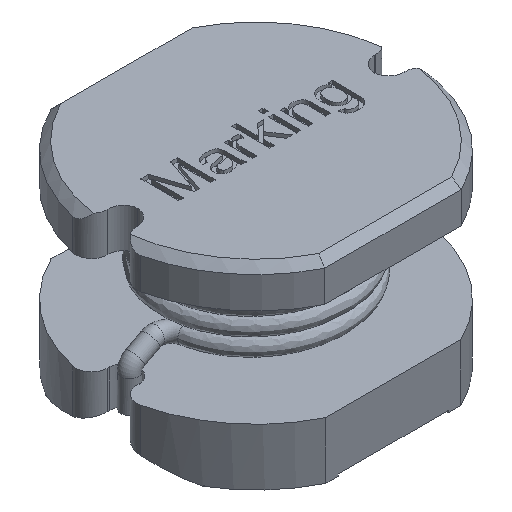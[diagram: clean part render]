
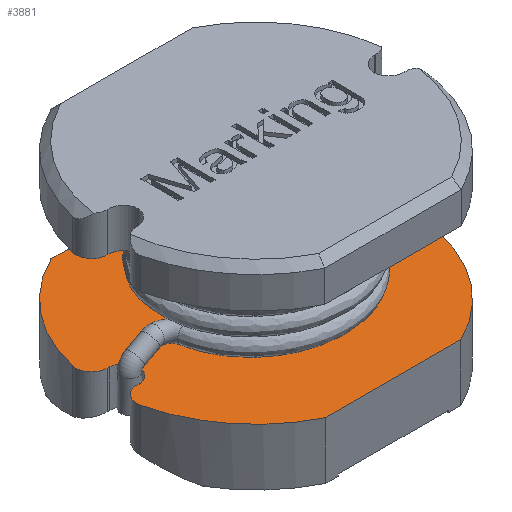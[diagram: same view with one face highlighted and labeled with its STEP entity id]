
A CAD part, isometric view. The second image highlights one B-rep face of the part: STEP entity #3881.
In plain terms, the highlighted planar face has unit normal (0, 0, 1).
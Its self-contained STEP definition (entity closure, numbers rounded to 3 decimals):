
#82=CIRCLE('',#4068,1.45);
#83=CIRCLE('',#4073,0.35);
#85=CIRCLE('',#4078,0.35);
#86=CIRCLE('',#4082,0.4);
#87=CIRCLE('',#4084,0.35);
#88=CIRCLE('',#4085,0.222);
#89=CIRCLE('',#4086,0.35);
#90=CIRCLE('',#4087,0.4);
#91=CIRCLE('',#4088,3.9);
#92=CIRCLE('',#4089,3.9);
#93=CIRCLE('',#4090,0.4);
#94=CIRCLE('',#4091,3.9);
#95=CIRCLE('',#4092,3.9);
#96=CIRCLE('',#4093,0.4);
#264=LINE('',#5578,#538);
#269=LINE('',#5594,#543);
#273=LINE('',#5606,#547);
#275=LINE('',#5621,#549);
#276=LINE('',#5627,#550);
#277=LINE('',#5634,#551);
#278=LINE('',#5640,#552);
#538=VECTOR('',#4491,1000.);
#543=VECTOR('',#4506,1000.);
#547=VECTOR('',#4518,1000.);
#549=VECTOR('',#4534,1000.);
#550=VECTOR('',#4539,1000.);
#551=VECTOR('',#4546,1000.);
#552=VECTOR('',#4551,1000.);
#742=PLANE('',#4083);
#1054=ORIENTED_EDGE('',*,*,#1780,.F.);
#1055=ORIENTED_EDGE('',*,*,#1781,.T.);
#1056=ORIENTED_EDGE('',*,*,#1782,.F.);
#1057=ORIENTED_EDGE('',*,*,#1783,.F.);
#1058=ORIENTED_EDGE('',*,*,#1784,.F.);
#1059=ORIENTED_EDGE('',*,*,#1785,.F.);
#1060=ORIENTED_EDGE('',*,*,#1786,.F.);
#1061=ORIENTED_EDGE('',*,*,#1787,.F.);
#1062=ORIENTED_EDGE('',*,*,#1788,.F.);
#1063=ORIENTED_EDGE('',*,*,#1762,.F.);
#1064=ORIENTED_EDGE('',*,*,#1765,.F.);
#1065=ORIENTED_EDGE('',*,*,#1770,.F.);
#1066=ORIENTED_EDGE('',*,*,#1773,.F.);
#1067=ORIENTED_EDGE('',*,*,#1776,.F.);
#1068=ORIENTED_EDGE('',*,*,#1779,.F.);
#1069=ORIENTED_EDGE('',*,*,#1789,.F.);
#1070=ORIENTED_EDGE('',*,*,#1790,.F.);
#1071=ORIENTED_EDGE('',*,*,#1791,.F.);
#1072=ORIENTED_EDGE('',*,*,#1792,.F.);
#1073=ORIENTED_EDGE('',*,*,#1793,.F.);
#1074=ORIENTED_EDGE('',*,*,#1755,.T.);
#1755=EDGE_CURVE('',#2115,#2115,#82,.T.);
#1762=EDGE_CURVE('',#2121,#2118,#264,.T.);
#1765=EDGE_CURVE('',#2123,#2121,#83,.T.);
#1770=EDGE_CURVE('',#2127,#2123,#269,.T.);
#1773=EDGE_CURVE('',#2129,#2127,#85,.T.);
#1776=EDGE_CURVE('',#2131,#2129,#273,.T.);
#1779=EDGE_CURVE('',#2133,#2131,#86,.T.);
#1780=EDGE_CURVE('',#2134,#2135,#87,.T.);
#1781=EDGE_CURVE('',#2134,#2136,#88,.T.);
#1782=EDGE_CURVE('',#2137,#2136,#89,.T.);
#1783=EDGE_CURVE('',#2138,#2137,#275,.T.);
#1784=EDGE_CURVE('',#2139,#2138,#90,.T.);
#1785=EDGE_CURVE('',#2140,#2139,#91,.T.);
#1786=EDGE_CURVE('',#2141,#2140,#276,.T.);
#1787=EDGE_CURVE('',#2142,#2141,#92,.T.);
#1788=EDGE_CURVE('',#2118,#2142,#93,.T.);
#1789=EDGE_CURVE('',#2143,#2133,#94,.T.);
#1790=EDGE_CURVE('',#2144,#2143,#277,.T.);
#1791=EDGE_CURVE('',#2145,#2144,#95,.T.);
#1792=EDGE_CURVE('',#2146,#2145,#96,.T.);
#1793=EDGE_CURVE('',#2135,#2146,#278,.T.);
#2115=VERTEX_POINT('',#5563);
#2118=VERTEX_POINT('',#5572);
#2121=VERTEX_POINT('',#5577);
#2123=VERTEX_POINT('',#5583);
#2127=VERTEX_POINT('',#5593);
#2129=VERTEX_POINT('',#5599);
#2131=VERTEX_POINT('',#5605);
#2133=VERTEX_POINT('',#5611);
#2134=VERTEX_POINT('',#5615);
#2135=VERTEX_POINT('',#5616);
#2136=VERTEX_POINT('',#5618);
#2137=VERTEX_POINT('',#5620);
#2138=VERTEX_POINT('',#5622);
#2139=VERTEX_POINT('',#5624);
#2140=VERTEX_POINT('',#5626);
#2141=VERTEX_POINT('',#5628);
#2142=VERTEX_POINT('',#5630);
#2143=VERTEX_POINT('',#5633);
#2144=VERTEX_POINT('',#5635);
#2145=VERTEX_POINT('',#5637);
#2146=VERTEX_POINT('',#5639);
#2380=EDGE_LOOP('',(#1054,#1055,#1056,#1057,#1058,#1059,#1060,#1061,#1062,
#1063,#1064,#1065,#1066,#1067,#1068,#1069,#1070,#1071,#1072,#1073));
#2381=EDGE_LOOP('',(#1074));
#2568=FACE_BOUND('',#2380,.T.);
#2569=FACE_BOUND('',#2381,.T.);
#3881=ADVANCED_FACE('',(#2568,#2569),#742,.F.);
#4068=AXIS2_PLACEMENT_3D('',#5562,#4479,#4480);
#4073=AXIS2_PLACEMENT_3D('',#5584,#4497,#4498);
#4078=AXIS2_PLACEMENT_3D('',#5600,#4512,#4513);
#4082=AXIS2_PLACEMENT_3D('',#5612,#4524,#4525);
#4083=AXIS2_PLACEMENT_3D('',#5613,#4526,#4527);
#4084=AXIS2_PLACEMENT_3D('',#5614,#4528,#4529);
#4085=AXIS2_PLACEMENT_3D('',#5617,#4530,#4531);
#4086=AXIS2_PLACEMENT_3D('',#5619,#4532,#4533);
#4087=AXIS2_PLACEMENT_3D('',#5623,#4535,#4536);
#4088=AXIS2_PLACEMENT_3D('',#5625,#4537,#4538);
#4089=AXIS2_PLACEMENT_3D('',#5629,#4540,#4541);
#4090=AXIS2_PLACEMENT_3D('',#5631,#4542,#4543);
#4091=AXIS2_PLACEMENT_3D('',#5632,#4544,#4545);
#4092=AXIS2_PLACEMENT_3D('',#5636,#4547,#4548);
#4093=AXIS2_PLACEMENT_3D('',#5638,#4549,#4550);
#4479=DIRECTION('',(0.,0.,-1.));
#4480=DIRECTION('',(1.,0.,0.));
#4491=DIRECTION('',(-1.,0.,0.));
#4497=DIRECTION('',(0.,0.,1.));
#4498=DIRECTION('',(-1.,0.,0.));
#4506=DIRECTION('',(0.,1.,0.));
#4512=DIRECTION('',(0.,0.,1.));
#4513=DIRECTION('',(-1.,0.,0.));
#4518=DIRECTION('',(1.,0.,0.));
#4524=DIRECTION('',(0.,0.,-1.));
#4525=DIRECTION('',(1.,0.,0.));
#4526=DIRECTION('',(0.,0.,-1.));
#4527=DIRECTION('',(-1.,0.,0.));
#4528=DIRECTION('',(0.,0.,1.));
#4529=DIRECTION('',(1.,0.,0.));
#4530=DIRECTION('',(0.,0.,-1.));
#4531=DIRECTION('',(-1.,0.,0.));
#4532=DIRECTION('',(0.,0.,1.));
#4533=DIRECTION('',(1.,0.,0.));
#4534=DIRECTION('',(-1.,0.,0.));
#4535=DIRECTION('',(0.,0.,-1.));
#4536=DIRECTION('',(-1.,0.,0.));
#4537=DIRECTION('',(0.,0.,-1.));
#4538=DIRECTION('',(1.,0.,0.));
#4539=DIRECTION('',(1.,0.,0.));
#4540=DIRECTION('',(0.,0.,-1.));
#4541=DIRECTION('',(1.,0.,0.));
#4542=DIRECTION('',(0.,0.,-1.));
#4543=DIRECTION('',(1.,0.,0.));
#4544=DIRECTION('',(0.,0.,-1.));
#4545=DIRECTION('',(1.,0.,0.));
#4546=DIRECTION('',(-1.,0.,0.));
#4547=DIRECTION('',(0.,0.,-1.));
#4548=DIRECTION('',(1.,0.,0.));
#4549=DIRECTION('',(0.,0.,-1.));
#4550=DIRECTION('',(-1.,0.,0.));
#4551=DIRECTION('',(1.,0.,0.));
#5562=CARTESIAN_POINT('',(0.,0.,1.4));
#5563=CARTESIAN_POINT('',(1.45,0.,1.4));
#5572=CARTESIAN_POINT('',(-3.413,0.375,1.4));
#5577=CARTESIAN_POINT('',(-3.35,0.375,1.4));
#5578=CARTESIAN_POINT('',(-3.413,0.375,1.4));
#5583=CARTESIAN_POINT('',(-3.,0.025,1.4));
#5584=CARTESIAN_POINT('',(-3.35,0.025,1.4));
#5593=CARTESIAN_POINT('',(-3.,-0.025,1.4));
#5594=CARTESIAN_POINT('',(-3.,0.025,1.4));
#5599=CARTESIAN_POINT('',(-3.35,-0.375,1.4));
#5600=CARTESIAN_POINT('',(-3.35,-0.025,1.4));
#5605=CARTESIAN_POINT('',(-3.413,-0.375,1.4));
#5606=CARTESIAN_POINT('',(-3.413,-0.375,1.4));
#5611=CARTESIAN_POINT('',(-3.803,-0.864,1.4));
#5612=CARTESIAN_POINT('',(-3.413,-0.775,1.4));
#5613=CARTESIAN_POINT('',(-3.413,0.775,1.4));
#5614=CARTESIAN_POINT('',(3.35,-0.025,1.4));
#5615=CARTESIAN_POINT('',(3.,-0.026,1.4));
#5616=CARTESIAN_POINT('',(3.35,-0.375,1.4));
#5617=CARTESIAN_POINT('',(3.22,0.,1.4));
#5618=CARTESIAN_POINT('',(3.,0.026,1.4));
#5619=CARTESIAN_POINT('',(3.35,0.025,1.4));
#5620=CARTESIAN_POINT('',(3.35,0.375,1.4));
#5621=CARTESIAN_POINT('',(3.413,0.375,1.4));
#5622=CARTESIAN_POINT('',(3.413,0.375,1.4));
#5623=CARTESIAN_POINT('',(3.413,0.775,1.4));
#5624=CARTESIAN_POINT('',(3.803,0.864,1.4));
#5625=CARTESIAN_POINT('',(0.,0.,1.4));
#5626=CARTESIAN_POINT('',(1.72,3.5,1.4));
#5627=CARTESIAN_POINT('',(-1.72,3.5,1.4));
#5628=CARTESIAN_POINT('',(-1.72,3.5,1.4));
#5629=CARTESIAN_POINT('',(0.,0.,1.4));
#5630=CARTESIAN_POINT('',(-3.803,0.864,1.4));
#5631=CARTESIAN_POINT('',(-3.413,0.775,1.4));
#5632=CARTESIAN_POINT('',(0.,0.,1.4));
#5633=CARTESIAN_POINT('',(-1.72,-3.5,1.4));
#5634=CARTESIAN_POINT('',(1.72,-3.5,1.4));
#5635=CARTESIAN_POINT('',(1.72,-3.5,1.4));
#5636=CARTESIAN_POINT('',(0.,0.,1.4));
#5637=CARTESIAN_POINT('',(3.803,-0.864,1.4));
#5638=CARTESIAN_POINT('',(3.413,-0.775,1.4));
#5639=CARTESIAN_POINT('',(3.413,-0.375,1.4));
#5640=CARTESIAN_POINT('',(3.413,-0.375,1.4));
